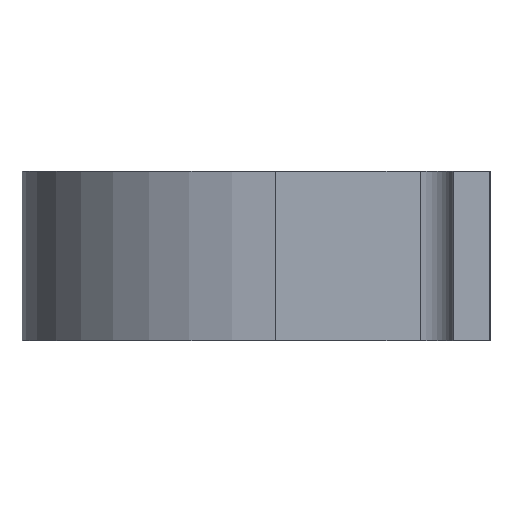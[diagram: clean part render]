
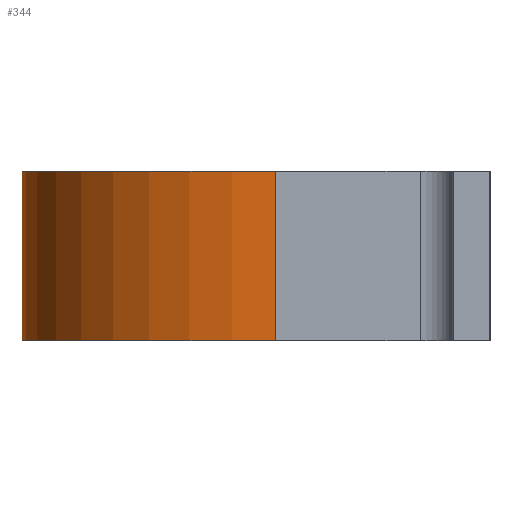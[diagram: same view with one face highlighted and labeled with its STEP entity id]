
A CAD part, left-side view. The second image highlights one B-rep face of the part: STEP entity #344.
In plain terms, the highlighted cylindrical face has radius 22.5 mm (diameter 45 mm), a partial arc.
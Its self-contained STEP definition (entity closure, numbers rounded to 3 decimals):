
#38=FACE_OUTER_BOUND('',#58,.T.);
#58=EDGE_LOOP('',(#265,#266,#267,#268));
#86=LINE('',#551,#122);
#87=LINE('',#557,#123);
#122=VECTOR('',#451,10.);
#123=VECTOR('',#458,10.);
#149=CIRCLE('',#392,22.5);
#150=CIRCLE('',#393,22.5);
#169=VERTEX_POINT('',#547);
#170=VERTEX_POINT('',#549);
#171=VERTEX_POINT('',#553);
#172=VERTEX_POINT('',#555);
#208=EDGE_CURVE('',#169,#170,#86,.T.);
#209=EDGE_CURVE('',#171,#169,#149,.T.);
#210=EDGE_CURVE('',#172,#170,#150,.T.);
#211=EDGE_CURVE('',#171,#172,#87,.T.);
#265=ORIENTED_EDGE('',*,*,#209,.T.);
#266=ORIENTED_EDGE('',*,*,#208,.T.);
#267=ORIENTED_EDGE('',*,*,#210,.F.);
#268=ORIENTED_EDGE('',*,*,#211,.F.);
#334=CYLINDRICAL_SURFACE('',#391,22.5);
#344=ADVANCED_FACE('',(#38),#334,.T.);
#391=AXIS2_PLACEMENT_3D('',#552,#452,#453);
#392=AXIS2_PLACEMENT_3D('',#554,#454,#455);
#393=AXIS2_PLACEMENT_3D('',#556,#456,#457);
#451=DIRECTION('',(0.,0.,1.));
#452=DIRECTION('center_axis',(0.,0.,1.));
#453=DIRECTION('ref_axis',(1.,0.,0.));
#454=DIRECTION('center_axis',(0.,0.,1.));
#455=DIRECTION('ref_axis',(1.,0.,0.));
#456=DIRECTION('center_axis',(0.,0.,1.));
#457=DIRECTION('ref_axis',(1.,0.,0.));
#458=DIRECTION('',(0.,0.,1.));
#547=CARTESIAN_POINT('',(-22.5,0.,0.));
#549=CARTESIAN_POINT('',(-22.5,0.,15.));
#551=CARTESIAN_POINT('',(-22.5,0.,0.));
#552=CARTESIAN_POINT('Origin',(0.,0.,0.));
#553=CARTESIAN_POINT('',(22.5,0.,0.));
#554=CARTESIAN_POINT('Origin',(0.,0.,0.));
#555=CARTESIAN_POINT('',(22.5,0.,15.));
#556=CARTESIAN_POINT('Origin',(0.,0.,15.));
#557=CARTESIAN_POINT('',(22.5,0.,0.));
